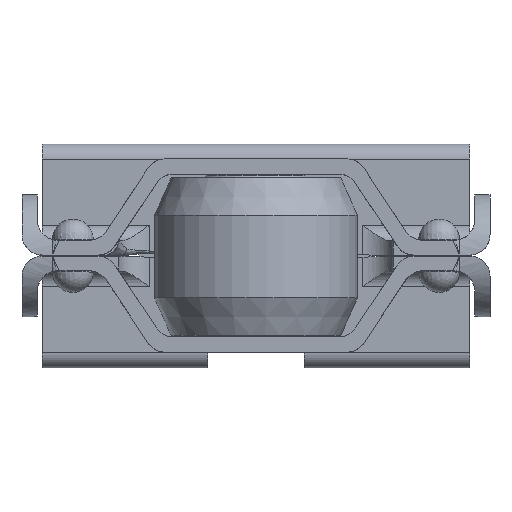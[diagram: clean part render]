
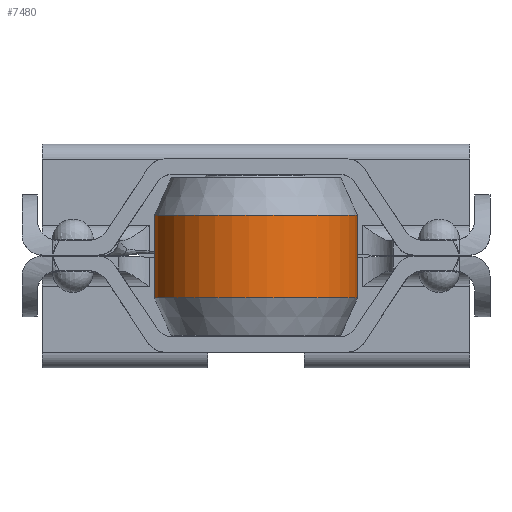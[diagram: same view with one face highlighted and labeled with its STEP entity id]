
A CAD part, top view. The second image highlights one B-rep face of the part: STEP entity #7480.
In plain terms, the highlighted cylindrical face has radius 10 mm (diameter 20 mm), a full revolution.
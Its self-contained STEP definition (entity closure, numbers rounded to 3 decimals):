
#1518=CYLINDRICAL_SURFACE('',#8025,10.);
#1633=FACE_BOUND('',#2245,.T.);
#1799=FACE_OUTER_BOUND('',#2244,.T.);
#2244=EDGE_LOOP('',(#5188));
#2245=EDGE_LOOP('',(#5189));
#2687=CIRCLE('',#8023,10.);
#2689=CIRCLE('',#8026,10.);
#3040=VERTEX_POINT('',#13667);
#3042=VERTEX_POINT('',#13672);
#3840=EDGE_CURVE('',#3040,#3040,#2687,.T.);
#3842=EDGE_CURVE('',#3042,#3042,#2689,.T.);
#5188=ORIENTED_EDGE('',*,*,#3842,.F.);
#5189=ORIENTED_EDGE('',*,*,#3840,.F.);
#7480=ADVANCED_FACE('',(#1799,#1633),#1518,.T.);
#8023=AXIS2_PLACEMENT_3D('',#13668,#9104,#9105);
#8025=AXIS2_PLACEMENT_3D('',#13671,#9108,#9109);
#8026=AXIS2_PLACEMENT_3D('',#13673,#9110,#9111);
#9104=DIRECTION('center_axis',(0.,1.,0.));
#9105=DIRECTION('ref_axis',(0.107,0.,0.994));
#9108=DIRECTION('center_axis',(0.,-1.,0.));
#9109=DIRECTION('ref_axis',(0.107,0.,0.994));
#9110=DIRECTION('center_axis',(0.,-1.,0.));
#9111=DIRECTION('ref_axis',(0.107,0.,0.994));
#13667=CARTESIAN_POINT('',(-7.67,3.95,10.057));
#13668=CARTESIAN_POINT('Origin',(-6.604,3.95,20.));
#13671=CARTESIAN_POINT('Origin',(-6.604,7.65,20.));
#13672=CARTESIAN_POINT('',(-7.67,-4.15,10.057));
#13673=CARTESIAN_POINT('Origin',(-6.604,-4.15,20.));
